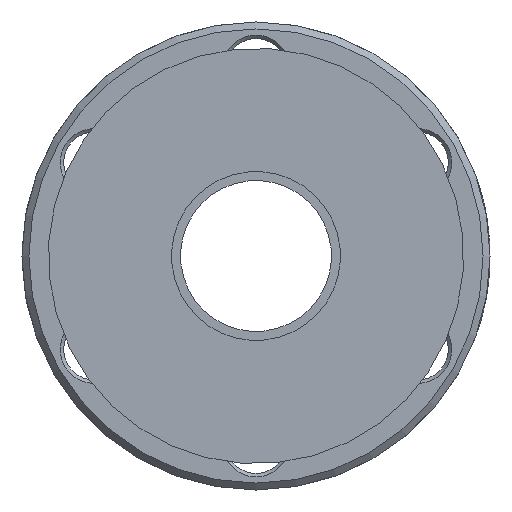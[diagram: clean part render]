
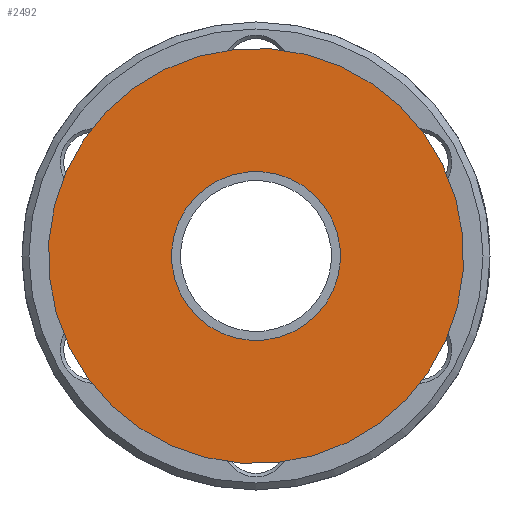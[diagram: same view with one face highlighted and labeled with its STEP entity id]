
A CAD part, front view. The second image highlights one B-rep face of the part: STEP entity #2492.
In plain terms, the highlighted planar face has unit normal (0, -1, 0).
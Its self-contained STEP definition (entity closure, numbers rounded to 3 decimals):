
#217=FACE_BOUND('',#580,.T.);
#268=PLANE('',#2799);
#420=FACE_OUTER_BOUND('',#579,.T.);
#579=EDGE_LOOP('',(#2320,#2321));
#580=EDGE_LOOP('',(#2322,#2323));
#966=CIRCLE('',#2782,15.);
#967=CIRCLE('',#2783,15.);
#976=CIRCLE('',#2797,6.1);
#977=CIRCLE('',#2798,6.1);
#1213=VERTEX_POINT('',#5792);
#1214=VERTEX_POINT('',#5794);
#1223=VERTEX_POINT('',#5820);
#1224=VERTEX_POINT('',#5822);
#1577=EDGE_CURVE('',#1213,#1214,#966,.T.);
#1578=EDGE_CURVE('',#1214,#1213,#967,.T.);
#1590=EDGE_CURVE('',#1224,#1223,#976,.T.);
#1591=EDGE_CURVE('',#1223,#1224,#977,.T.);
#2320=ORIENTED_EDGE('',*,*,#1578,.F.);
#2321=ORIENTED_EDGE('',*,*,#1577,.F.);
#2322=ORIENTED_EDGE('',*,*,#1590,.T.);
#2323=ORIENTED_EDGE('',*,*,#1591,.T.);
#2492=ADVANCED_FACE('',(#420,#217),#268,.T.);
#2782=AXIS2_PLACEMENT_3D('',#5795,#3362,#3363);
#2783=AXIS2_PLACEMENT_3D('',#5796,#3364,#3365);
#2797=AXIS2_PLACEMENT_3D('',#5823,#3395,#3396);
#2798=AXIS2_PLACEMENT_3D('',#5824,#3397,#3398);
#2799=AXIS2_PLACEMENT_3D('',#5825,#3399,#3400);
#3362=DIRECTION('center_axis',(0.,1.,0.));
#3363=DIRECTION('ref_axis',(1.,0.,0.));
#3364=DIRECTION('center_axis',(0.,1.,0.));
#3365=DIRECTION('ref_axis',(1.,0.,0.));
#3395=DIRECTION('center_axis',(0.,1.,0.));
#3396=DIRECTION('ref_axis',(1.,0.,0.));
#3397=DIRECTION('center_axis',(0.,1.,0.));
#3398=DIRECTION('ref_axis',(1.,0.,0.));
#3399=DIRECTION('center_axis',(0.,-1.,0.));
#3400=DIRECTION('ref_axis',(0.,0.,-1.));
#5792=CARTESIAN_POINT('',(15.,0.,0.));
#5794=CARTESIAN_POINT('',(-15.,0.,0.));
#5795=CARTESIAN_POINT('Origin',(0.,0.,0.));
#5796=CARTESIAN_POINT('Origin',(0.,0.,0.));
#5820=CARTESIAN_POINT('',(6.1,0.,0.));
#5822=CARTESIAN_POINT('',(-6.1,0.,0.));
#5823=CARTESIAN_POINT('Origin',(0.,0.,0.));
#5824=CARTESIAN_POINT('Origin',(0.,0.,0.));
#5825=CARTESIAN_POINT('Origin',(-15.,0.,0.));
